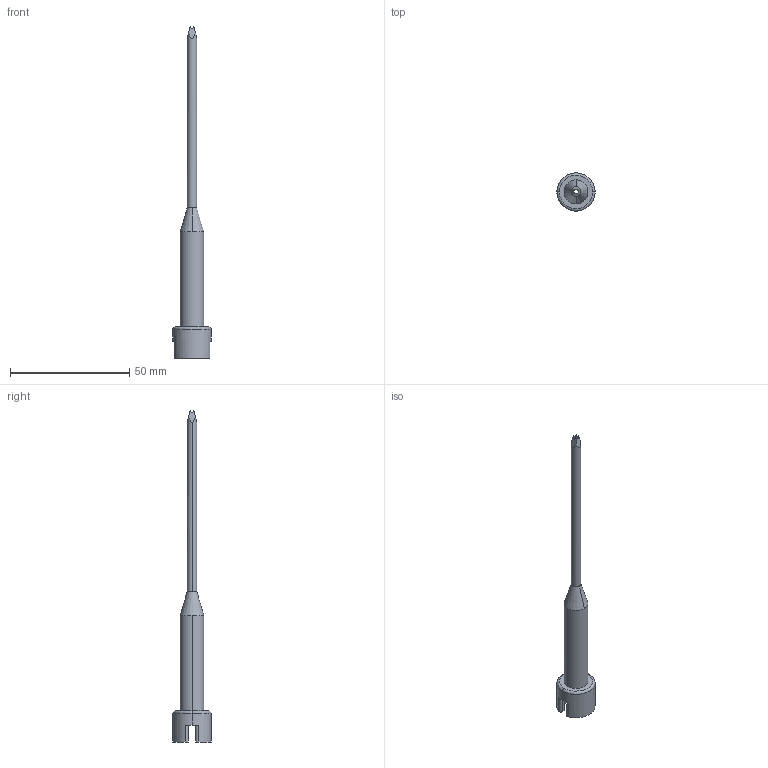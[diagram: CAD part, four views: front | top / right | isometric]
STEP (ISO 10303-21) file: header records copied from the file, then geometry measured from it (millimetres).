
FILE_DESCRIPTION (( 'STEP AP214' ), '1' );
FILE_NAME ('MS001-C.08.008JS.1.1-工作套筒（长）.step', '2022-03-07T06:32:31', ( 'Admin' ), ( '' ), 'SwSTEP 2.0', 'SolidWorks 2016', '' );
FILE_SCHEMA (( 'AUTOMOTIVE_DESIGN' ));
Length unit declared in the file: millimetre
Products named in the file (1): MS001-C.08.008JS.1.1-工作套筒（长）
Bounding box: 16 x 16 x 139.17 mm (x, y, z)
Volume: 5446.1 mm3; surface area: 4585.4 mm2
Topology: 2 solids, 2 shells, 43 faces, 116 edges, 76 vertices
Faces by surface type: cylinder 22, plane 15, cone 4, bspline 2
Entity records: 1447 total; most frequent: CARTESIAN_POINT 308, DIRECTION 242, ORIENTED_EDGE 232, EDGE_CURVE 116, AXIS2_PLACEMENT_3D 98, VERTEX_POINT 76, CIRCLE 56, VECTOR 46
